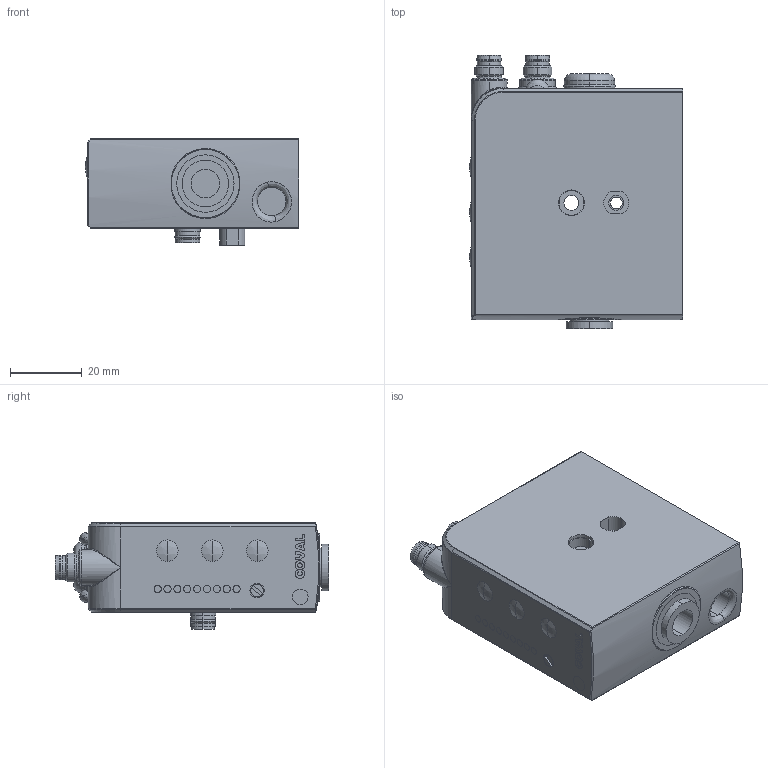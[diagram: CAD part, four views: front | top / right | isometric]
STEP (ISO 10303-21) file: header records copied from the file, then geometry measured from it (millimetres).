
FILE_DESCRIPTION(('STEP AP214'),'1');
FILE_NAME('COVAL_LEM90X10SVAB.stp','2017-12-27T16:34:24',('TraceParts'),('TraceParts S.A.'),'Spatial InterOp 3D',' ',' ');
FILE_SCHEMA(('automotive_design'));
Length unit declared in the file: millimetre
Products named in the file (6): COVAL_LEM90X10SVAB_1; COVAL_LEM90X10SVAB_2; COVAL_LEM90X10SVAB_3; COVAL_LEM90X10SVAB_4; COVAL_LEM90X10SVAB_5; COVAL_LEM90X10SVAB_6
Bounding box: 59.47 x 76.3 x 29.7 mm (x, y, z)
Volume: 94513.2 mm3; surface area: 17918.6 mm2
Topology: 6 solids, 6 shells, 495 faces, 1142 edges, 717 vertices
Faces by surface type: cylinder 151, plane 131, bspline 123, cone 60, torus 20, sphere 10
Entity records: 23467 total; most frequent: CARTESIAN_POINT 8791, ORIENTED_EDGE 2264, DIRECTION 2040, EDGE_CURVE 1132, AXIS2_PLACEMENT_3D 800, VERTEX_POINT 717, EDGE_LOOP 571, STYLED_ITEM 495
